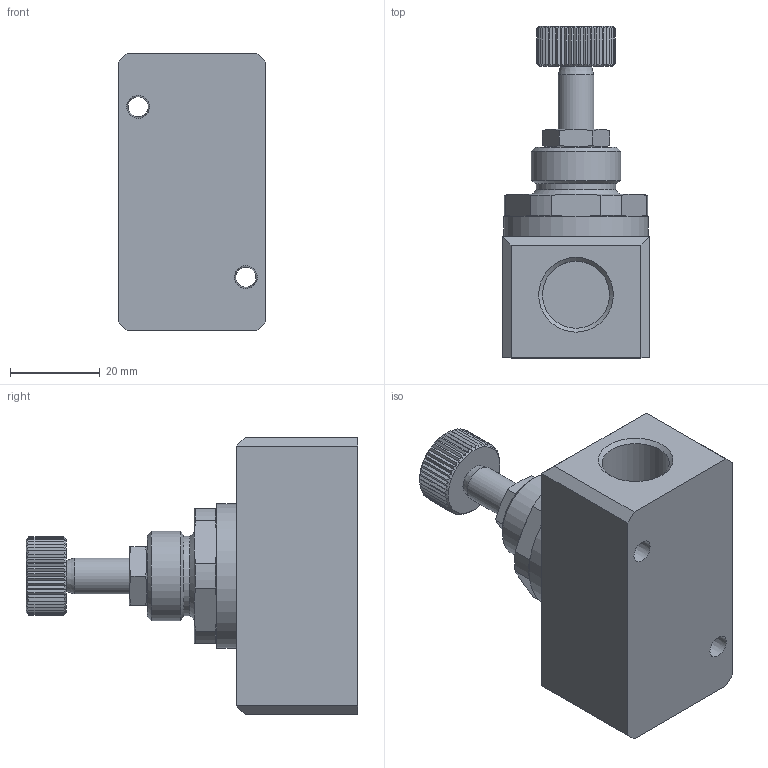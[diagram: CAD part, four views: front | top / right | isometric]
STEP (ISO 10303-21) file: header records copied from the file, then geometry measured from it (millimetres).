
FILE_DESCRIPTION(/* description */ ('STEP AP214'),/* implementation_level */ '2;1');
FILE_NAME(/* name */ '6308_GR-3_8-B',/* time_stamp */ '2024-08-27T15:14:03+02:00',/* author */ ('License CC BY-ND 4.0'),/* organization */ ('CADENAS'),/* preprocessor_version */ 'ST-DEVELOPER v19.3',/* originating_system */ 'PARTsolutions',/* authorisation */ ' ');
FILE_SCHEMA (('AUTOMOTIVE_DESIGN {1 0 10303 214 3 1 1}'));
Length unit declared in the file: millimetre
Products named in the file (1): 6308 GR-3/8-B---(0)
Bounding box: 33 x 74 x 62 mm (x, y, z)
Volume: 62312 mm3; surface area: 14429.3 mm2
Topology: 1 solids, 1 shells, 168 faces, 449 edges, 291 vertices
Faces by surface type: plane 132, cone 24, cylinder 12
Full cylindrical faces by diameter (mm): 8 x1, 14.95 x2, 17.7 x1, 20 x1, 32.3 x1
Entity records: 5320 total; most frequent: CARTESIAN_POINT 1607, ORIENTED_EDGE 858, DIRECTION 580, EDGE_CURVE 429, VERTEX_POINT 289, B_SPLINE_CURVE_WITH_KNOTS 236, AXIS2_PLACEMENT_3D 218, EDGE_LOOP 198
